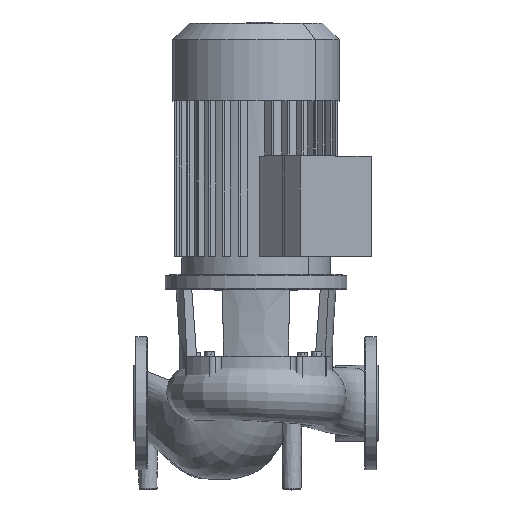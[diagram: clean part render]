
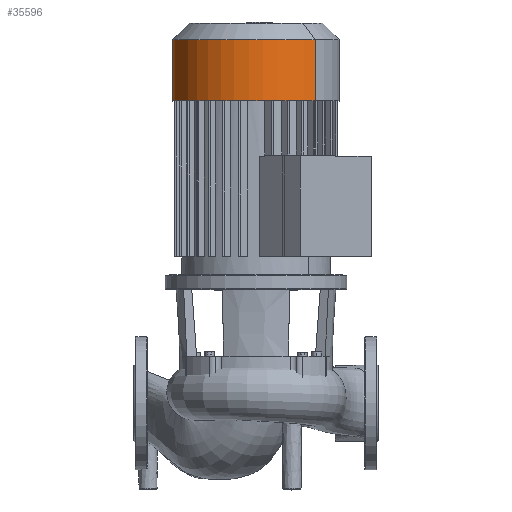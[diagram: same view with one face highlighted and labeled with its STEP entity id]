
A CAD part, top view. The second image highlights one B-rep face of the part: STEP entity #35596.
In plain terms, the highlighted cylindrical face has radius 116 mm (diameter 232 mm), a partial arc.
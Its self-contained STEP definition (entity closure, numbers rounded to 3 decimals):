
#31202=CARTESIAN_POINT('',(252.024,420.0,252.024));
#31203=VERTEX_POINT('',#31202);
#31204=CARTESIAN_POINT('',(252.024,504.8,252.024));
#31205=VERTEX_POINT('',#31204);
#31206=CARTESIAN_POINT('',(252.024,420.0,252.024));
#31207=DIRECTION('',(0.0,1.0,0.0));
#31208=VECTOR('',#31207,84.8);
#31209=LINE('',#31206,#31208);
#31210=EDGE_CURVE('',#31203,#31205,#31209,.T.);
#31212=CARTESIAN_POINT('',(87.976,420.0,87.976));
#31213=VERTEX_POINT('',#31212);
#31221=CARTESIAN_POINT('',(87.976,504.8,87.976));
#31222=VERTEX_POINT('',#31221);
#31223=CARTESIAN_POINT('',(87.976,420.0,87.976));
#31224=DIRECTION('',(0.0,1.0,0.0));
#31225=VECTOR('',#31224,84.8);
#31226=LINE('',#31223,#31225);
#31227=EDGE_CURVE('',#31213,#31222,#31226,.T.);
#34145=CARTESIAN_POINT('',(170.,420.0,170.0));
#34146=DIRECTION('',(0.0,1.,0.0));
#34147=DIRECTION('',(0.707,0.0,0.707));
#34148=AXIS2_PLACEMENT_3D('',#34145,#34146,#34147);
#34149=CIRCLE('',#34148,116.0);
#34150=EDGE_CURVE('',#31213,#31203,#34149,.T.);
#35575=CARTESIAN_POINT('',(170.,504.8,170.0));
#35576=DIRECTION('',(0.0,1.,0.0));
#35577=DIRECTION('',(0.707,0.0,0.707));
#35578=AXIS2_PLACEMENT_3D('',#35575,#35576,#35577);
#35579=CIRCLE('',#35578,116.0);
#35580=EDGE_CURVE('',#31222,#31205,#35579,.T.);
#35585=CARTESIAN_POINT('',(170.,528.0,170.0));
#35586=DIRECTION('',(0.0,-1.0,0.0));
#35587=DIRECTION('',(0.707,0.0,0.707));
#35588=AXIS2_PLACEMENT_3D('',#35585,#35586,#35587);
#35589=CYLINDRICAL_SURFACE('',#35588,116.);
#35590=ORIENTED_EDGE('',*,*,#31210,.T.);
#35591=ORIENTED_EDGE('',*,*,#35580,.F.);
#35592=ORIENTED_EDGE('',*,*,#31227,.F.);
#35593=ORIENTED_EDGE('',*,*,#34150,.T.);
#35594=EDGE_LOOP('',(#35590,#35591,#35592,#35593));
#35595=FACE_OUTER_BOUND('',#35594,.T.);
#35596=ADVANCED_FACE('',(#35595),#35589,.T.);
